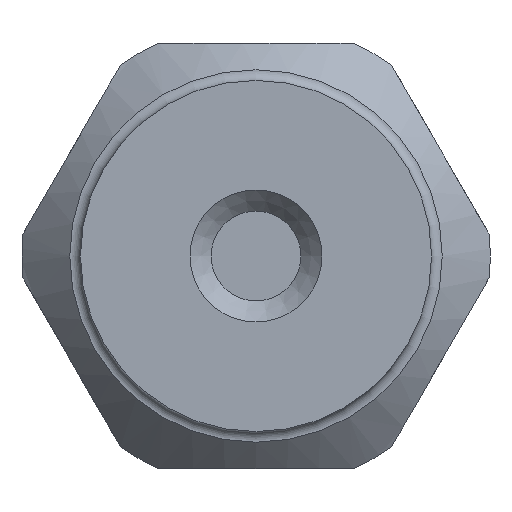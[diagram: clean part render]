
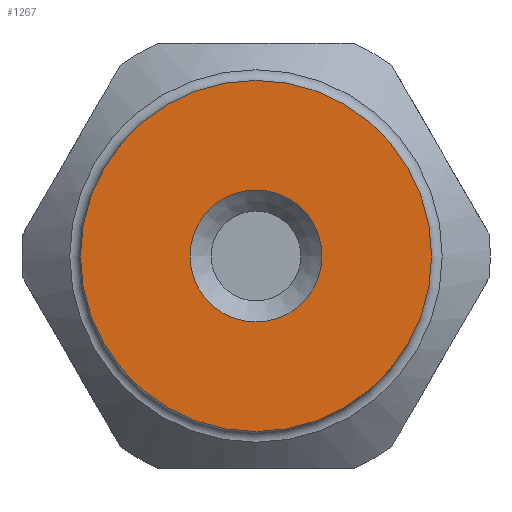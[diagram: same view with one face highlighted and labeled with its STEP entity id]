
A CAD part, front view. The second image highlights one B-rep face of the part: STEP entity #1267.
In plain terms, the highlighted planar face has unit normal (0, -1, 0).
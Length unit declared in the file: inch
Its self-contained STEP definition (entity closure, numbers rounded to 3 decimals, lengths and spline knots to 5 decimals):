
#68=FACE_BOUND('',#249,.T.);
#106=PLANE('',#1477);
#173=FACE_OUTER_BOUND('',#248,.T.);
#248=EDGE_LOOP('',(#1133));
#249=EDGE_LOOP('',(#1134,#1135));
#362=CIRCLE('',#1459,0.4125);
#363=CIRCLE('',#1463,0.155);
#364=CIRCLE('',#1464,0.155);
#585=VERTEX_POINT('',#9560);
#586=VERTEX_POINT('',#9567);
#587=VERTEX_POINT('',#9568);
#762=EDGE_CURVE('',#585,#585,#362,.T.);
#764=EDGE_CURVE('',#586,#587,#363,.T.);
#765=EDGE_CURVE('',#587,#586,#364,.T.);
#1133=ORIENTED_EDGE('',*,*,#762,.T.);
#1134=ORIENTED_EDGE('',*,*,#764,.T.);
#1135=ORIENTED_EDGE('',*,*,#765,.T.);
#1267=ADVANCED_FACE('',(#173,#68),#106,.F.);
#1459=AXIS2_PLACEMENT_3D('',#9562,#1785,#1786);
#1463=AXIS2_PLACEMENT_3D('',#9569,#1794,#1795);
#1464=AXIS2_PLACEMENT_3D('',#9570,#1796,#1797);
#1477=AXIS2_PLACEMENT_3D('',#9591,#1825,#1826);
#1785=DIRECTION('center_axis',(0.,-1.,0.));
#1786=DIRECTION('ref_axis',(-1.,0.,0.));
#1794=DIRECTION('center_axis',(0.,1.,0.));
#1795=DIRECTION('ref_axis',(1.,0.,0.));
#1796=DIRECTION('center_axis',(0.,1.,0.));
#1797=DIRECTION('ref_axis',(1.,0.,0.));
#1825=DIRECTION('center_axis',(0.,1.,0.));
#1826=DIRECTION('ref_axis',(0.,0.,1.));
#9560=CARTESIAN_POINT('',(0.4125,0.,0.));
#9562=CARTESIAN_POINT('Origin',(0.,0.,0.));
#9567=CARTESIAN_POINT('',(0.155,0.,0.));
#9568=CARTESIAN_POINT('',(-0.155,0.,0.));
#9569=CARTESIAN_POINT('Origin',(0.,0.,0.));
#9570=CARTESIAN_POINT('Origin',(0.,0.,0.));
#9591=CARTESIAN_POINT('Origin',(0.,0.,0.));
